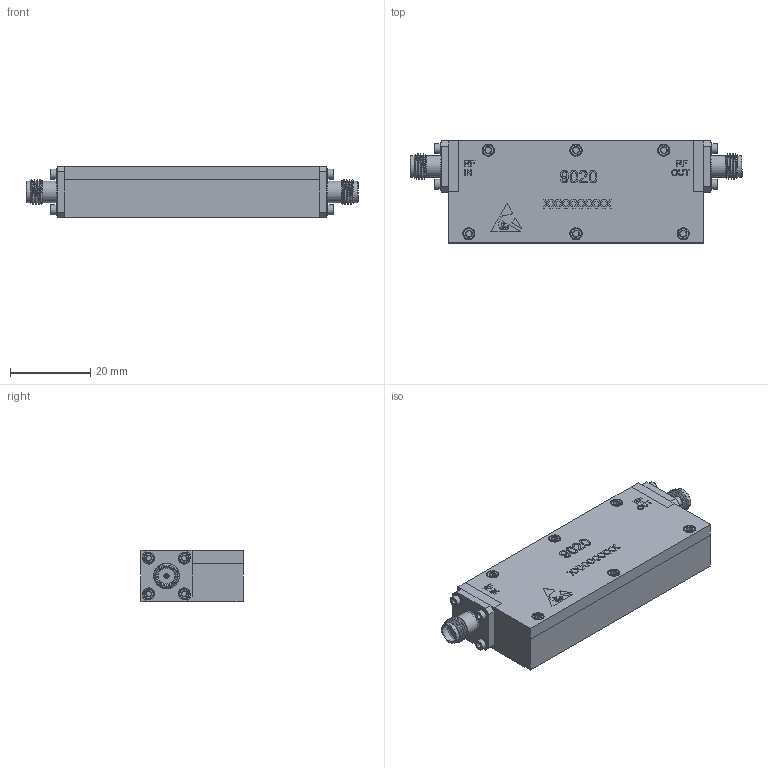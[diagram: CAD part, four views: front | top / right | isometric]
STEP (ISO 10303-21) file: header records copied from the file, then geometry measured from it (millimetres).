
FILE_DESCRIPTION (( 'STEP AP203' ), '1' );
FILE_NAME ('FMAT9020_3D.step', '2022-03-07T17:25:45', ( '' ), ( '' ), 'SwSTEP 2.0', 'SolidWorks 2021', '' );
FILE_SCHEMA (( 'CONFIG_CONTROL_DESIGN' ));
Length unit declared in the file: inch
Products named in the file (1): FMAT9020_3D
Bounding box: 82.65 x 25.4 x 12.7 mm (x, y, z)
Volume: 21330.7 mm3; surface area: 6733.8 mm2
Topology: 1 solids, 9 shells, 821 faces, 1928 edges, 1223 vertices
Faces by surface type: plane 458, bspline 143, cone 118, cylinder 100, torus 2
Full cylindrical faces by diameter (mm): 0.521 x1, 1.016 x2, 1.27 x4, 1.524 x24, 1.778 x2, 1.854 x10, 2.184 x2, 2.438 x8, 2.853 x6, 2.946 x8, 3.048 x6, 4.521 x2, 5.08 x2, 5.334 x4
Entity records: 35375 total; most frequent: CARTESIAN_POINT 18865, ORIENTED_EDGE 3440, DIRECTION 2890, EDGE_CURVE 1720, VERTEX_POINT 1136, LINE 1024, VECTOR 1024, EDGE_LOOP 1008
